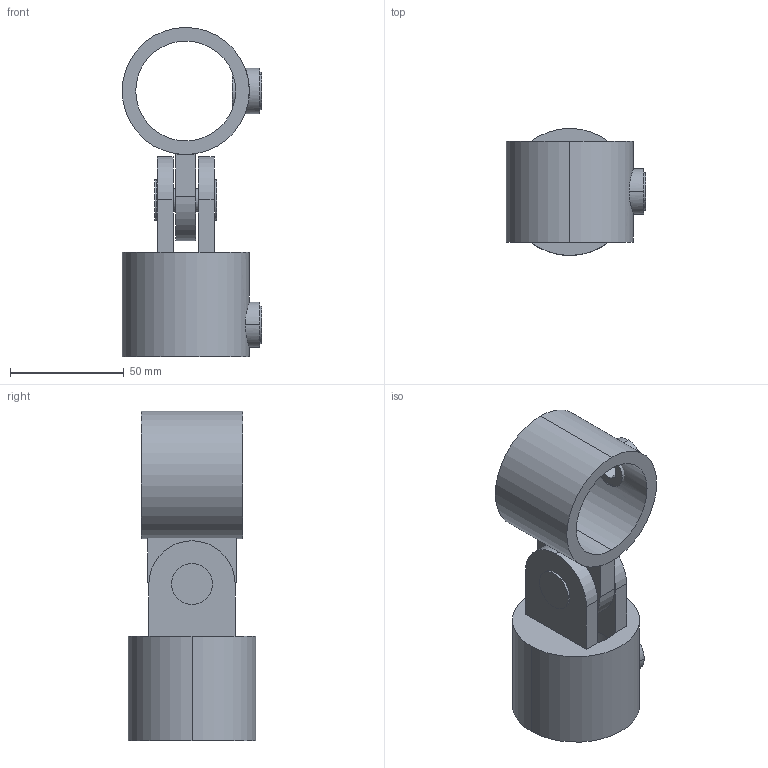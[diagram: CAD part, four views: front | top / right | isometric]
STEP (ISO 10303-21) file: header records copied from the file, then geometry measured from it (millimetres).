
FILE_DESCRIPTION (( 'STEP AP203' ), '1' );
FILE_NAME ('173-C42.step', '2015-09-17T16:26:08', ( '' ), ( '' ), 'SwSTEP 2.0', 'SolidWorks 2015', '' );
FILE_SCHEMA (( 'CONFIG_CONTROL_DESIGN' ));
Length unit declared in the file: millimetre
Products named in the file (5): 173-C42 Teil4; 173-C42; 173-C42 Teil1_zeichnung; 173-C42 Teil2_zeichnung; 173-C42 Teil3_zeichnung
Assembly tree (5 placements, depth 2):
  173-C42
    173-C42 Teil1_zeichnung
    173-C42 Teil2_zeichnung
    173-C42 Teil3_zeichnung  x2
    173-C42 Teil4
Bounding box: 61.5 x 56 x 145 mm (x, y, z)
Volume: 126353.8 mm3; surface area: 49787 mm2
Topology: 5 solids, 5 shells, 78 faces, 191 edges, 126 vertices
Faces by surface type: cylinder 39, plane 39
Entity records: 2968 total; most frequent: CARTESIAN_POINT 729, DIRECTION 377, ORIENTED_EDGE 334, EDGE_CURVE 167, AXIS2_PLACEMENT_3D 146, VERTEX_POINT 110, EDGE_LOOP 87, LINE 85
